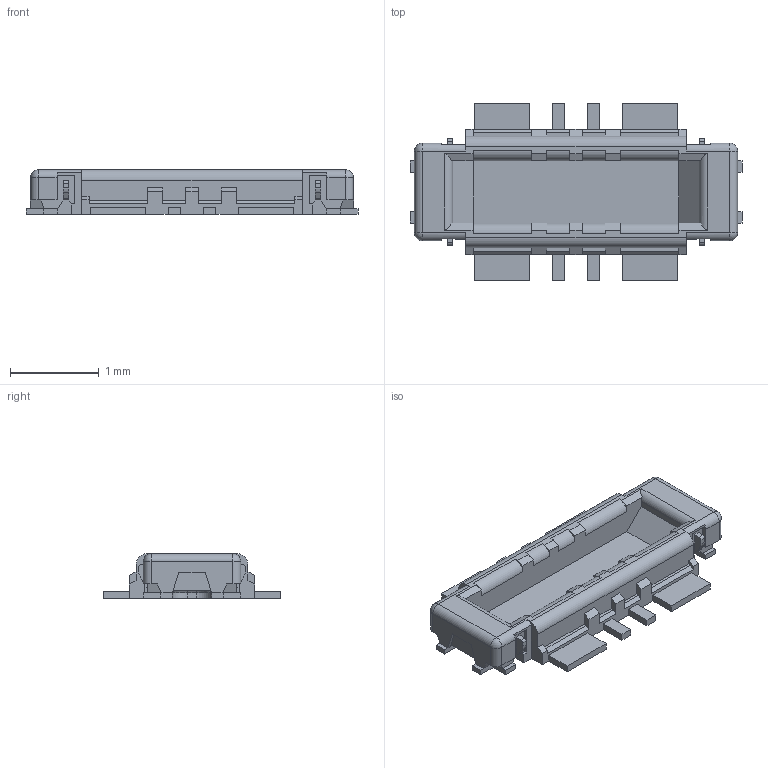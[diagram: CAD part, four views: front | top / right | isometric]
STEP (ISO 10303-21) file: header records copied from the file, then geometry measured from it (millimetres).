
FILE_DESCRIPTION(/* description */ (''),/* implementation_level */ '2;1');
FILE_NAME(/* name */ '5054760810wbm000_01_214.stp',/* time_stamp */ '2022-03-04T18:51:26+05:00',/* author */ (''),/* organization */ (''),/* preprocessor_version */ 'ST-DEVELOPER v16.7',/* originating_system */ 'SIEMENS PLM Software NX 1919',/* authorisation */ '');
FILE_SCHEMA (('AUTOMOTIVE_DESIGN { 1 0 10303 214 3 1 1 1 }'));
Length unit declared in the file: millimetre
Products named in the file (1): 5054760810wbm000_01
Bounding box: 3.74 x 2 x 0.5 mm (x, y, z)
Volume: 1.5 mm3; surface area: 19 mm2
Topology: 1 solids, 1 shells, 295 faces, 824 edges, 528 vertices
Faces by surface type: plane 249, cylinder 38, sphere 4, cone 4
Entity records: 9284 total; most frequent: CARTESIAN_POINT 1662, ORIENTED_EDGE 1640, DIRECTION 1494, EDGE_CURVE 820, LINE 726, VECTOR 726, VERTEX_POINT 528, AXIS2_PLACEMENT_3D 384
